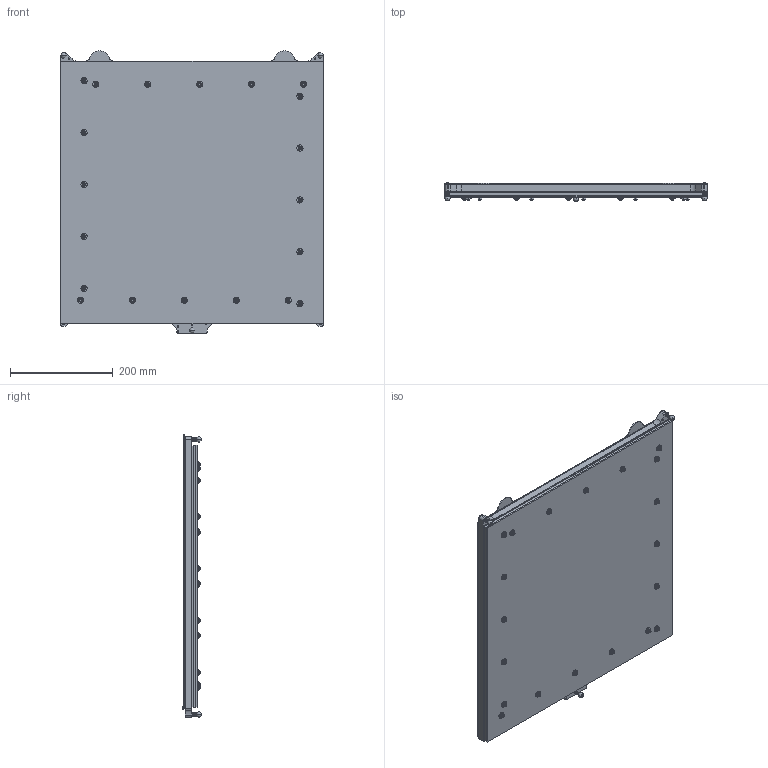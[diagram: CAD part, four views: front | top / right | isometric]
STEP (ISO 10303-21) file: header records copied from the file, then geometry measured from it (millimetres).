
FILE_DESCRIPTION (( 'STEP AP214' ), '1' );
FILE_NAME ('big_z-plate.STEP', '2020-10-15T04:47:57', ( '' ), ( '' ), 'SwSTEP 2.0', 'SolidWorks 2019', '' );
FILE_SCHEMA (( 'AUTOMOTIVE_DESIGN' ));
Length unit declared in the file: millimetre
Products named in the file (14): big_z-plate; bed_insulation; 92125A202_TYPE 18-8 SS FLAT-HEAD SOCKET CAP SCREW_92125A202; flat washer regular_am_B18.22M - Plain washer, 4 mm, regular; Keenovo_heater; bed_insulation_clamp; hex nut style 1_am_B18.2.4.1M - Hex nut, Style 1,  M4 x 0.7 --D-N; 510_magnetic_sheet; m3_10mm_buttonhead_screw_92095A182_92095A182; m4_threaded_ball_10mm; flexsteel_plate; 94669A014_ALUM UNTHRD SPACER_94669A014; flat head screw_am_B18.6.7M - M4 x 0.7 x 30 Type I Cross Recessed FHMS --30N; big_z_plate_3_V5
Assembly tree (77 placements, depth 2):
  big_z-plate
    big_z_plate_3_V5
    m4_threaded_ball_10mm  x3
    Keenovo_heater
    bed_insulation
    bed_insulation_clamp
    flat head screw_am_B18.6.7M - M4 x 0.7 x 30 Type I Cross Recessed FHMS --30N  x20
    flat washer regular_am_B18.22M - Plain washer, 4 mm, regular  x20
    hex nut style 1_am_B18.2.4.1M - Hex nut, Style 1,  M4 x 0.7 --D-N  x20
    94669A014_ALUM UNTHRD SPACER_94669A014  x3
    92125A202_TYPE 18-8 SS FLAT-HEAD SOCKET CAP SCREW_92125A202  x3
    510_magnetic_sheet
    flexsteel_plate
    m3_10mm_buttonhead_screw_92095A182_92095A182  x2
Bounding box: 510 x 36.6 x 548.93 mm (x, y, z)
Volume: 7006161.3 mm3; surface area: 3205385.9 mm2
Topology: 77 solids, 77 shells, 1839 faces, 4274 edges, 2607 vertices
Faces by surface type: cylinder 742, plane 604, cone 468, bspline 15, sphere 10
Entity records: 24043 total; most frequent: CARTESIAN_POINT 9935, DIRECTION 2837, ORIENTED_EDGE 2742, EDGE_CURVE 1371, AXIS2_PLACEMENT_3D 1140, VERTEX_POINT 880, EDGE_LOOP 715, VECTOR 557
